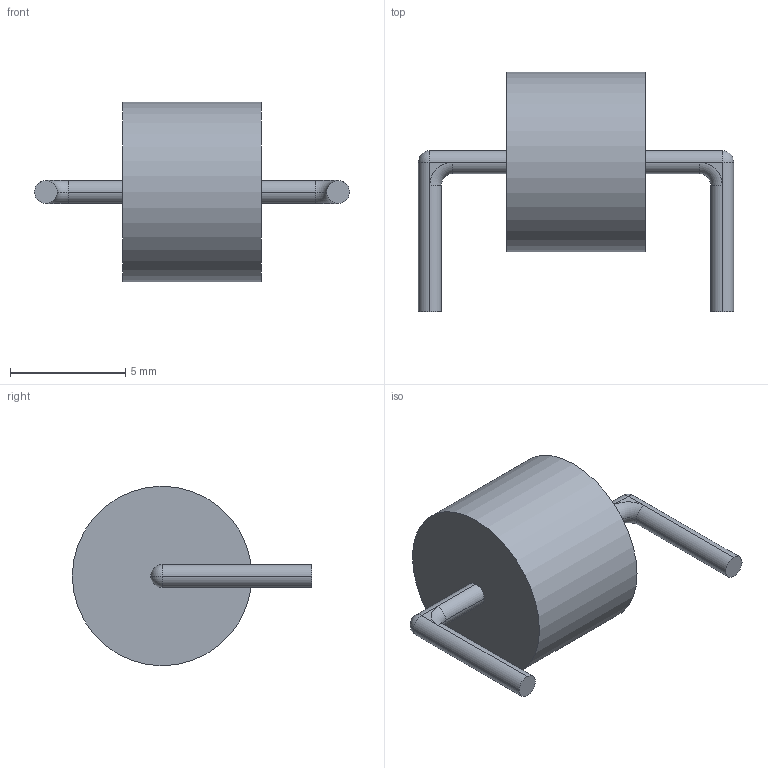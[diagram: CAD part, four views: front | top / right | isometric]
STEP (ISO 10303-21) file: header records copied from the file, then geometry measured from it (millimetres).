
FILE_DESCRIPTION( ( '' ), ' ' );
FILE_NAME( '5a563f4e514f4e0f9773b4da.step', '2018-01-10T16:30:32', ( '' ), ( '' ), ' ', ' ', ' ' );
FILE_SCHEMA( ( 'AUTOMOTIVE_DESIGN { 1 0 10303 214 1 1 1 1 }' ) );
Length unit declared in the file: metre
Products named in the file (1): 1
Bounding box: 13.7 x 10.4 x 7.8 mm (x, y, z)
Volume: 302.3 mm3; surface area: 304 mm2
Topology: 1 solids, 1 shells, 33 faces, 71 edges, 38 vertices
Faces by surface type: cylinder 17, plane 8, torus 4, sphere 4
Full cylindrical faces by diameter (mm): 7.8 x1
Entity records: 1138 total; most frequent: DIRECTION 176, CARTESIAN_POINT 138, ORIENTED_EDGE 132, AXIS2_PLACEMENT_3D 76, EDGE_CURVE 66, CIRCLE 42, VERTEX_POINT 38, EDGE_LOOP 36
